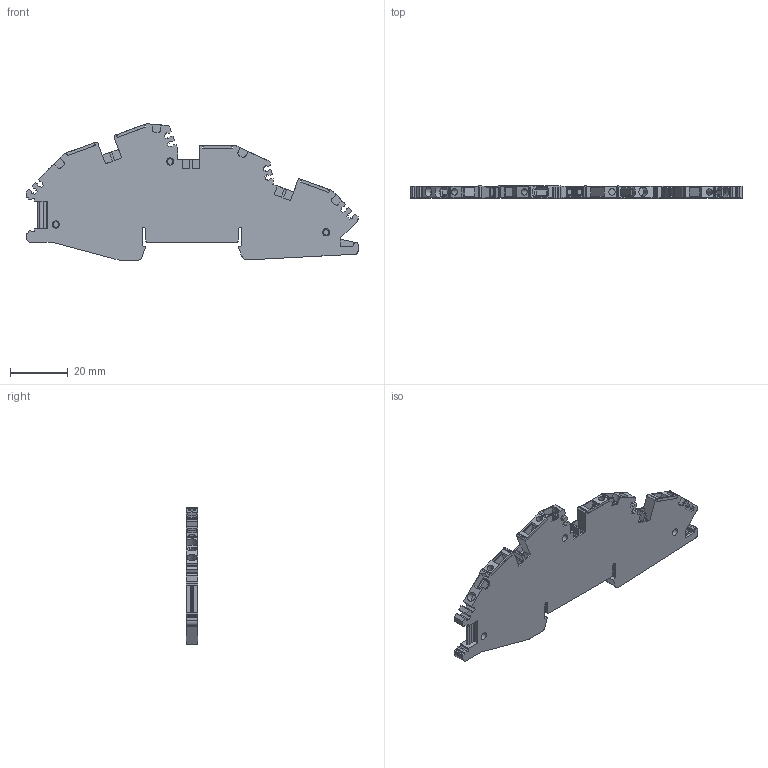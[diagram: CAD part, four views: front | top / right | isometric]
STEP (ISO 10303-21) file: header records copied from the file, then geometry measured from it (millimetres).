
FILE_DESCRIPTION(/* description */ ('Unknown'),/* implementation_level */ '2;1');
FILE_NAME(/* name */ 'BKF-SA-1,5',/* time_stamp */ '2024-11-14T12:11:27-03:00',/* author */ ('Unknown'),/* organization */ ('Unknown'),/* preprocessor_version */ 'ST-DEVELOPER v16.7',/* originating_system */ 'Solid Edge',/* authorisation */ 'Unknown');
FILE_SCHEMA (('AUTOMOTIVE_DESIGN {1 0 10303 214 3 1 1}'));
Length unit declared in the file: millimetre
Products named in the file (1): BKF-SA-1,5
Bounding box: 115 x 4.1 x 47.32 mm (x, y, z)
Volume: 12751.8 mm3; surface area: 10574.9 mm2
Topology: 1 solids, 1 shells, 539 faces, 1487 edges, 977 vertices
Faces by surface type: plane 390, cylinder 114, bspline 16, cone 16, torus 3
Full cylindrical faces by diameter (mm): 2.2 x4, 2.5 x3, 3.2 x2
Entity records: 20841 total; most frequent: CARTESIAN_POINT 3200, ORIENTED_EDGE 2950, DIRECTION 2755, EDGE_CURVE 1475, LINE 1179, VECTOR 1179, VERTEX_POINT 977, AXIS2_PLACEMENT_3D 788
